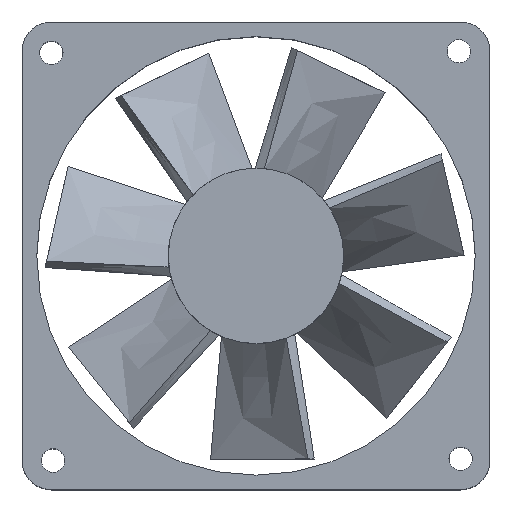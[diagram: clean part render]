
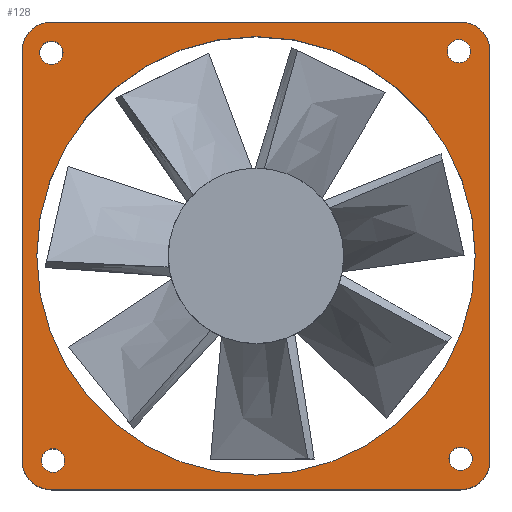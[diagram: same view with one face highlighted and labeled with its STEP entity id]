
A CAD part, top view. The second image highlights one B-rep face of the part: STEP entity #128.
In plain terms, the highlighted planar face has unit normal (0, 0, 1).
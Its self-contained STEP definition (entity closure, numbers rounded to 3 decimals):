
#128 = ADVANCED_FACE( '', ( #211, #212, #213, #214, #215, #216 ), #217, .T. );
#211 = FACE_BOUND( '', #395, .T. );
#212 = FACE_BOUND( '', #396, .T. );
#213 = FACE_OUTER_BOUND( '', #397, .T. );
#214 = FACE_BOUND( '', #398, .T. );
#215 = FACE_BOUND( '', #399, .T. );
#216 = FACE_BOUND( '', #400, .T. );
#217 = PLANE( '', #401 );
#395 = EDGE_LOOP( '', ( #1084 ) );
#396 = EDGE_LOOP( '', ( #1085 ) );
#397 = EDGE_LOOP( '', ( #1086, #1087, #1088, #1089, #1090, #1091, #1092, #1093 ) );
#398 = EDGE_LOOP( '', ( #1094 ) );
#399 = EDGE_LOOP( '', ( #1095 ) );
#400 = EDGE_LOOP( '', ( #1096 ) );
#401 = AXIS2_PLACEMENT_3D( '', #1097, #1098, #1099 );
#1084 = ORIENTED_EDGE( '', *, *, #1539, .T. );
#1085 = ORIENTED_EDGE( '', *, *, #1540, .T. );
#1086 = ORIENTED_EDGE( '', *, *, #1541, .T. );
#1087 = ORIENTED_EDGE( '', *, *, #1542, .T. );
#1088 = ORIENTED_EDGE( '', *, *, #1543, .T. );
#1089 = ORIENTED_EDGE( '', *, *, #1544, .T. );
#1090 = ORIENTED_EDGE( '', *, *, #1545, .T. );
#1091 = ORIENTED_EDGE( '', *, *, #1546, .T. );
#1092 = ORIENTED_EDGE( '', *, *, #1547, .T. );
#1093 = ORIENTED_EDGE( '', *, *, #1548, .T. );
#1094 = ORIENTED_EDGE( '', *, *, #1549, .T. );
#1095 = ORIENTED_EDGE( '', *, *, #1550, .T. );
#1096 = ORIENTED_EDGE( '', *, *, #1551, .T. );
#1097 = CARTESIAN_POINT( '', ( -16.687, -24.845, 25. ) );
#1098 = DIRECTION( '', ( 0., 0., 1. ) );
#1099 = DIRECTION( '', ( 1., 0., 0. ) );
#1539 = EDGE_CURVE( '', #1727, #1727, #1728, .T. );
#1540 = EDGE_CURVE( '', #1729, #1729, #1730, .T. );
#1541 = EDGE_CURVE( '', #1731, #1732, #1733, .T. );
#1542 = EDGE_CURVE( '', #1732, #1734, #1735, .T. );
#1543 = EDGE_CURVE( '', #1734, #1736, #1737, .T. );
#1544 = EDGE_CURVE( '', #1736, #1738, #1739, .T. );
#1545 = EDGE_CURVE( '', #1738, #1740, #1741, .T. );
#1546 = EDGE_CURVE( '', #1740, #1742, #1743, .T. );
#1547 = EDGE_CURVE( '', #1742, #1744, #1745, .T. );
#1548 = EDGE_CURVE( '', #1744, #1731, #1746, .T. );
#1549 = EDGE_CURVE( '', #1747, #1747, #1748, .T. );
#1550 = EDGE_CURVE( '', #1749, #1749, #1750, .T. );
#1551 = EDGE_CURVE( '', #1751, #1751, #1752, .T. );
#1727 = VERTEX_POINT( '', #2020 );
#1728 = CIRCLE( '', #2021, 2. );
#1729 = VERTEX_POINT( '', #2022 );
#1730 = CIRCLE( '', #2023, 2. );
#1731 = VERTEX_POINT( '', #2024 );
#1732 = VERTEX_POINT( '', #2025 );
#1733 = LINE( '', #2026, #2027 );
#1734 = VERTEX_POINT( '', #2028 );
#1735 = CIRCLE( '', #2029, 5. );
#1736 = VERTEX_POINT( '', #2030 );
#1737 = LINE( '', #2031, #2032 );
#1738 = VERTEX_POINT( '', #2033 );
#1739 = CIRCLE( '', #2034, 5. );
#1740 = VERTEX_POINT( '', #2035 );
#1741 = LINE( '', #2036, #2037 );
#1742 = VERTEX_POINT( '', #2038 );
#1743 = CIRCLE( '', #2039, 5. );
#1744 = VERTEX_POINT( '', #2040 );
#1745 = LINE( '', #2041, #2042 );
#1746 = CIRCLE( '', #2043, 5. );
#1747 = VERTEX_POINT( '', #2044 );
#1748 = CIRCLE( '', #2045, 37.5 );
#1749 = VERTEX_POINT( '', #2046 );
#1750 = CIRCLE( '', #2047, 2. );
#1751 = VERTEX_POINT( '', #2048 );
#1752 = CIRCLE( '', #2049, 2. );
#2020 = CARTESIAN_POINT( '', ( 58.313, -21.562, 25. ) );
#2021 = AXIS2_PLACEMENT_3D( '', #2651, #2652, #2653 );
#2022 = CARTESIAN_POINT( '', ( -11.687, 47.873, 25. ) );
#2023 = AXIS2_PLACEMENT_3D( '', #2654, #2655, #2656 );
#2024 = CARTESIAN_POINT( '', ( -11.687, -24.845, 25. ) );
#2025 = CARTESIAN_POINT( '', ( 58.313, -24.845, 25. ) );
#2026 = CARTESIAN_POINT( '', ( -16.687, -24.845, 25. ) );
#2027 = VECTOR( '', #2657, 1000. );
#2028 = CARTESIAN_POINT( '', ( 63.313, -19.845, 25. ) );
#2029 = AXIS2_PLACEMENT_3D( '', #2658, #2659, #2660 );
#2030 = CARTESIAN_POINT( '', ( 63.313, 50.155, 25. ) );
#2031 = CARTESIAN_POINT( '', ( 63.313, -24.845, 25. ) );
#2032 = VECTOR( '', #2661, 1000. );
#2033 = CARTESIAN_POINT( '', ( 58.313, 55.155, 25. ) );
#2034 = AXIS2_PLACEMENT_3D( '', #2662, #2663, #2664 );
#2035 = CARTESIAN_POINT( '', ( -11.687, 55.155, 25. ) );
#2036 = CARTESIAN_POINT( '', ( 63.313, 55.155, 25. ) );
#2037 = VECTOR( '', #2665, 1000. );
#2038 = CARTESIAN_POINT( '', ( -16.687, 50.155, 25. ) );
#2039 = AXIS2_PLACEMENT_3D( '', #2666, #2667, #2668 );
#2040 = CARTESIAN_POINT( '', ( -16.687, -19.845, 25. ) );
#2041 = CARTESIAN_POINT( '', ( -16.687, 55.155, 25. ) );
#2042 = VECTOR( '', #2669, 1000. );
#2043 = AXIS2_PLACEMENT_3D( '', #2670, #2671, #2672 );
#2044 = CARTESIAN_POINT( '', ( 23.313, -22.345, 25. ) );
#2045 = AXIS2_PLACEMENT_3D( '', #2673, #2674, #2675 );
#2046 = CARTESIAN_POINT( '', ( 58.031, 48.155, 25. ) );
#2047 = AXIS2_PLACEMENT_3D( '', #2676, #2677, #2678 );
#2048 = CARTESIAN_POINT( '', ( -11.404, -21.845, 25. ) );
#2049 = AXIS2_PLACEMENT_3D( '', #2679, #2680, #2681 );
#2651 = CARTESIAN_POINT( '', ( 58.313, -19.562, 25. ) );
#2652 = DIRECTION( '', ( 0., 0., -1. ) );
#2653 = DIRECTION( '', ( 0., -1., 0. ) );
#2654 = CARTESIAN_POINT( '', ( -11.687, 49.873, 25. ) );
#2655 = DIRECTION( '', ( 0., 0., -1. ) );
#2656 = DIRECTION( '', ( 0., -1., 0. ) );
#2657 = DIRECTION( '', ( 1., 0., 0. ) );
#2658 = CARTESIAN_POINT( '', ( 58.313, -19.845, 25. ) );
#2659 = DIRECTION( '', ( 0., 0., 1. ) );
#2660 = DIRECTION( '', ( 1., 0., 0. ) );
#2661 = DIRECTION( '', ( 0., 1., 0. ) );
#2662 = CARTESIAN_POINT( '', ( 58.313, 50.155, 25. ) );
#2663 = DIRECTION( '', ( 0., 0., 1. ) );
#2664 = DIRECTION( '', ( 1., 0., 0. ) );
#2665 = DIRECTION( '', ( -1., 0., 0. ) );
#2666 = CARTESIAN_POINT( '', ( -11.687, 50.155, 25. ) );
#2667 = DIRECTION( '', ( 0., 0., 1. ) );
#2668 = DIRECTION( '', ( 1., 0., 0. ) );
#2669 = DIRECTION( '', ( 0., -1., 0. ) );
#2670 = CARTESIAN_POINT( '', ( -11.687, -19.845, 25. ) );
#2671 = DIRECTION( '', ( 0., 0., 1. ) );
#2672 = DIRECTION( '', ( 1., 0., 0. ) );
#2673 = CARTESIAN_POINT( '', ( 23.313, 15.155, 25. ) );
#2674 = DIRECTION( '', ( 0., 0., -1. ) );
#2675 = DIRECTION( '', ( 0., -1., 0. ) );
#2676 = CARTESIAN_POINT( '', ( 58.031, 50.155, 25. ) );
#2677 = DIRECTION( '', ( 0., 0., -1. ) );
#2678 = DIRECTION( '', ( 0., -1., 0. ) );
#2679 = CARTESIAN_POINT( '', ( -11.404, -19.845, 25. ) );
#2680 = DIRECTION( '', ( 0., 0., -1. ) );
#2681 = DIRECTION( '', ( 0., -1., 0. ) );
